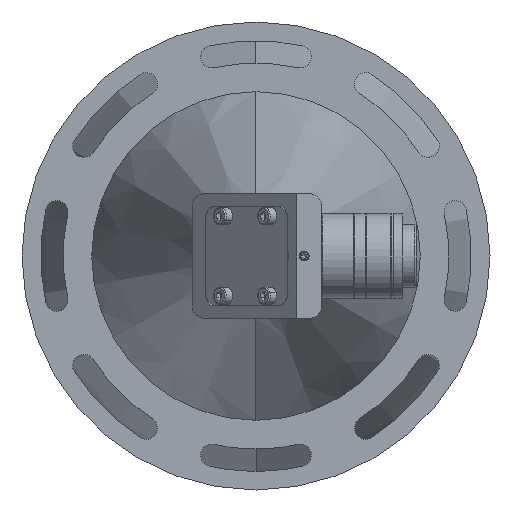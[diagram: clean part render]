
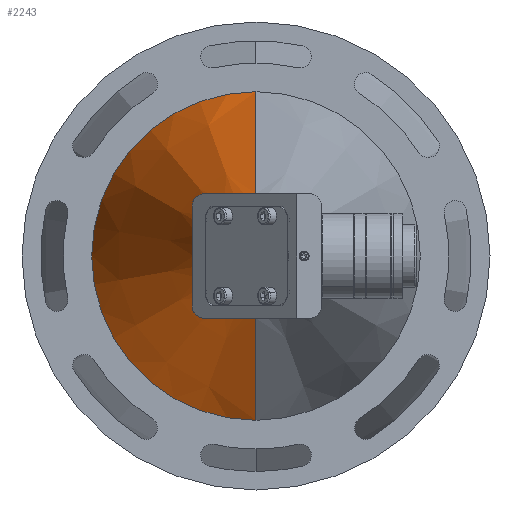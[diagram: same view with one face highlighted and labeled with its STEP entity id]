
A CAD part, front view. The second image highlights one B-rep face of the part: STEP entity #2243.
In plain terms, the highlighted conical face has half-angle 17 degrees and reference radius 66 mm.
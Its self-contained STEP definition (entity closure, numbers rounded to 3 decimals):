
#145 = DIRECTION ( 'NONE',  ( 0., 0., 1. ) ) ;
#640 = CIRCLE ( 'NONE', #11185, 66. ) ;
#2232 = AXIS2_PLACEMENT_3D ( 'NONE', #36148, #5970, #145 ) ;
#2243 = ADVANCED_FACE ( 'NONE', ( #25921 ), #19189, .T. ) ;
#3941 = EDGE_CURVE ( 'NONE', #4366, #28382, #30892, .T. ) ;
#4366 = VERTEX_POINT ( 'NONE', #11095 ) ;
#5970 = DIRECTION ( 'NONE',  ( 0., 1., 0. ) ) ;
#9265 = DIRECTION ( 'NONE',  ( 0., 0., 1. ) ) ;
#9676 = LINE ( 'NONE', #10414, #23721 ) ;
#10414 = CARTESIAN_POINT ( 'NONE',  ( -27.358, 180.745, -66. ) ) ;
#11095 = CARTESIAN_POINT ( 'NONE',  ( -27.358, 46.64, -25. ) ) ;
#11185 = AXIS2_PLACEMENT_3D ( 'NONE', #34325, #17697, #9265 ) ;
#13516 = DIRECTION ( 'NONE',  ( 0., 0.956, 0.292 ) ) ;
#14705 = EDGE_CURVE ( 'NONE', #4366, #35155, #9676, .T. ) ;
#15510 = ORIENTED_EDGE ( 'NONE', *, *, #3941, .T. ) ;
#15894 = DIRECTION ( 'NONE',  ( 0., 1., 0. ) ) ;
#17144 = EDGE_CURVE ( 'NONE', #28382, #33653, #36016, .T. ) ;
#17697 = DIRECTION ( 'NONE',  ( 0., -1., 0. ) ) ;
#18286 = DIRECTION ( 'NONE',  ( 0., 0., 1. ) ) ;
#18687 = EDGE_LOOP ( 'NONE', ( #35044, #15510, #30696, #22836 ) ) ;
#19189 = CONICAL_SURFACE ( 'NONE', #2232, 66., 0.297 ) ;
#20901 = DIRECTION ( 'NONE',  ( 0., 0.956, -0.292 ) ) ;
#21567 = AXIS2_PLACEMENT_3D ( 'NONE', #29404, #15894, #18286 ) ;
#22836 = ORIENTED_EDGE ( 'NONE', *, *, #35291, .T. ) ;
#23721 = VECTOR ( 'NONE', #20901, 1000. ) ;
#25921 = FACE_OUTER_BOUND ( 'NONE', #18687, .T. ) ;
#27615 = CARTESIAN_POINT ( 'NONE',  ( -27.358, 180.745, 66. ) ) ;
#27945 = CARTESIAN_POINT ( 'NONE',  ( -27.358, 180.745, -66. ) ) ;
#28382 = VERTEX_POINT ( 'NONE', #31917 ) ;
#29404 = CARTESIAN_POINT ( 'NONE',  ( -27.358, 46.64, 0. ) ) ;
#30172 = VECTOR ( 'NONE', #13516, 1000. ) ;
#30318 = CARTESIAN_POINT ( 'NONE',  ( -27.358, 180.745, 66. ) ) ;
#30696 = ORIENTED_EDGE ( 'NONE', *, *, #17144, .T. ) ;
#30892 = CIRCLE ( 'NONE', #21567, 25. ) ;
#31917 = CARTESIAN_POINT ( 'NONE',  ( -27.358, 46.64, 25. ) ) ;
#33653 = VERTEX_POINT ( 'NONE', #30318 ) ;
#34325 = CARTESIAN_POINT ( 'NONE',  ( -27.358, 180.745, 0. ) ) ;
#35044 = ORIENTED_EDGE ( 'NONE', *, *, #14705, .F. ) ;
#35155 = VERTEX_POINT ( 'NONE', #27945 ) ;
#35291 = EDGE_CURVE ( 'NONE', #33653, #35155, #640, .T. ) ;
#36016 = LINE ( 'NONE', #27615, #30172 ) ;
#36148 = CARTESIAN_POINT ( 'NONE',  ( -27.358, 180.745, 0. ) ) ;
